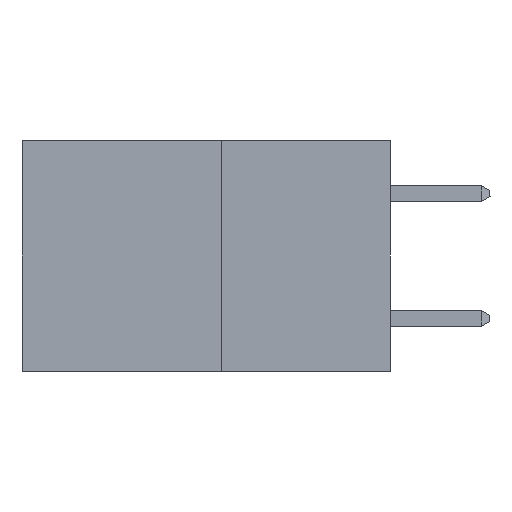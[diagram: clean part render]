
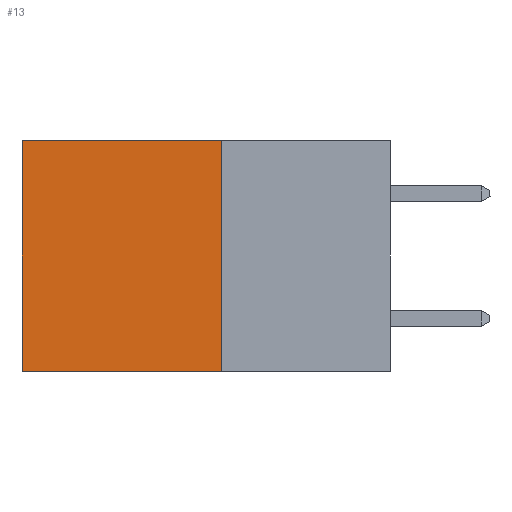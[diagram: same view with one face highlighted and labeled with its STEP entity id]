
A CAD part, left-side view. The second image highlights one B-rep face of the part: STEP entity #13.
In plain terms, the highlighted planar face has unit normal (-1, 0, 0).
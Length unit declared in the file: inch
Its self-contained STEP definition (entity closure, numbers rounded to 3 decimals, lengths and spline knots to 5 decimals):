
#13 = ADVANCED_FACE ( 'NONE', ( #19606 ), #20253, .F. ) ;
#435 = EDGE_CURVE ( 'NONE', #13084, #4269, #3338, .T. ) ;
#843 = VERTEX_POINT ( 'NONE', #9777 ) ;
#1389 = DIRECTION ( 'NONE',  ( 0., 0., -1. ) ) ;
#2169 = CARTESIAN_POINT ( 'NONE',  ( 0.277, 0.27, 0. ) ) ;
#2363 = DIRECTION ( 'NONE',  ( 0., 0., -1. ) ) ;
#2800 = VECTOR ( 'NONE', #11361, 39.37008 ) ;
#3009 = EDGE_CURVE ( 'NONE', #10145, #843, #15428, .T. ) ;
#3338 = LINE ( 'NONE', #19628, #16456 ) ;
#4027 = ORIENTED_EDGE ( 'NONE', *, *, #435, .T. ) ;
#4028 = LINE ( 'NONE', #15433, #20235 ) ;
#4269 = VERTEX_POINT ( 'NONE', #17197 ) ;
#4384 = DIRECTION ( 'NONE',  ( 0., 1., 0. ) ) ;
#6008 = AXIS2_PLACEMENT_3D ( 'NONE', #20179, #10991, #1389 ) ;
#8952 = DIRECTION ( 'NONE',  ( 0., 1., 0. ) ) ;
#9777 = CARTESIAN_POINT ( 'NONE',  ( 0.277, 0.27, -0.37 ) ) ;
#10017 = VECTOR ( 'NONE', #8952, 39.37008 ) ;
#10145 = VERTEX_POINT ( 'NONE', #2169 ) ;
#10502 = LINE ( 'NONE', #12115, #10017 ) ;
#10636 = ORIENTED_EDGE ( 'NONE', *, *, #15005, .T. ) ;
#10991 = DIRECTION ( 'NONE',  ( 1., 0., 0. ) ) ;
#11361 = DIRECTION ( 'NONE',  ( 0., 0., -1. ) ) ;
#12115 = CARTESIAN_POINT ( 'NONE',  ( 0.277, 0.27, -0.37 ) ) ;
#12220 = CARTESIAN_POINT ( 'NONE',  ( 0.277, 0.59, 0. ) ) ;
#12277 = ORIENTED_EDGE ( 'NONE', *, *, #3009, .F. ) ;
#13084 = VERTEX_POINT ( 'NONE', #12220 ) ;
#14483 = CARTESIAN_POINT ( 'NONE',  ( 0.277, 0.27, -0.37 ) ) ;
#15005 = EDGE_CURVE ( 'NONE', #10145, #13084, #4028, .T. ) ;
#15428 = LINE ( 'NONE', #14483, #2800 ) ;
#15433 = CARTESIAN_POINT ( 'NONE',  ( 0.277, 0.27, 0. ) ) ;
#16004 = EDGE_CURVE ( 'NONE', #843, #4269, #10502, .T. ) ;
#16456 = VECTOR ( 'NONE', #2363, 39.37008 ) ;
#17197 = CARTESIAN_POINT ( 'NONE',  ( 0.277, 0.59, -0.37 ) ) ;
#19141 = EDGE_LOOP ( 'NONE', ( #4027, #19592, #12277, #10636 ) ) ;
#19592 = ORIENTED_EDGE ( 'NONE', *, *, #16004, .F. ) ;
#19606 = FACE_OUTER_BOUND ( 'NONE', #19141, .T. ) ;
#19628 = CARTESIAN_POINT ( 'NONE',  ( 0.277, 0.59, -0.37 ) ) ;
#20179 = CARTESIAN_POINT ( 'NONE',  ( 0.277, 0.27, -0.37 ) ) ;
#20235 = VECTOR ( 'NONE', #4384, 39.37008 ) ;
#20253 = PLANE ( 'NONE',  #6008 ) ;
